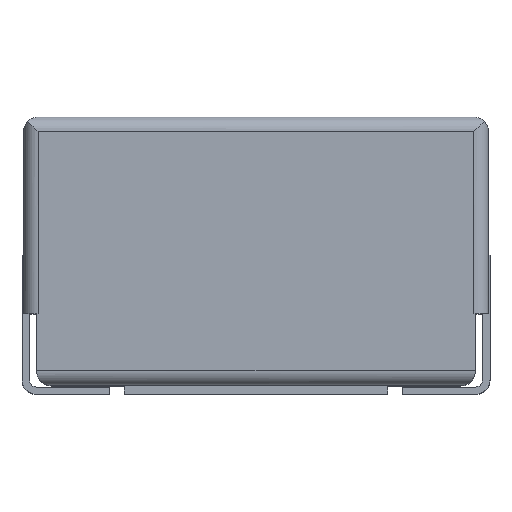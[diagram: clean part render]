
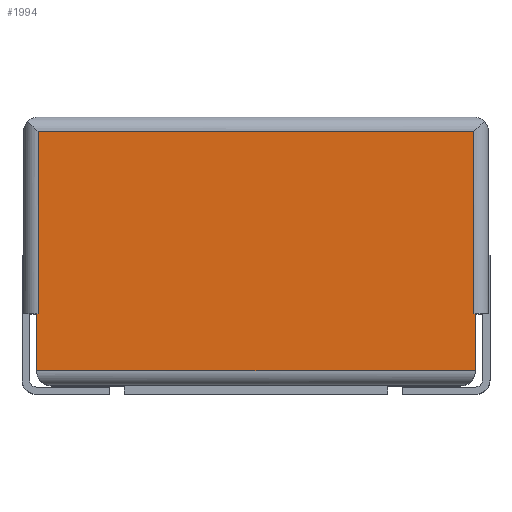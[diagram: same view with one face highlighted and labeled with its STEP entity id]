
A CAD part, top view. The second image highlights one B-rep face of the part: STEP entity #1994.
In plain terms, the highlighted planar face has unit normal (0, 0, 1).
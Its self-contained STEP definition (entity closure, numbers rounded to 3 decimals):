
#36 = DIRECTION ( 'NONE',  ( 0., 1., 0. ) ) ;
#53 = DIRECTION ( 'NONE',  ( 0., -1., 0. ) ) ;
#70 = LINE ( 'NONE', #451, #1534 ) ;
#116 = PLANE ( 'NONE',  #1096 ) ;
#162 = CARTESIAN_POINT ( 'NONE',  ( -1.49, 1.795, 1.25 ) ) ;
#168 = CARTESIAN_POINT ( 'NONE',  ( 1.49, 0.55, 1.25 ) ) ;
#169 = VERTEX_POINT ( 'NONE', #634 ) ;
#270 = VECTOR ( 'NONE', #775, 1000. ) ;
#293 = EDGE_CURVE ( 'NONE', #867, #1277, #70, .T. ) ;
#297 = DIRECTION ( 'NONE',  ( 0., 0., 1. ) ) ;
#334 = ORIENTED_EDGE ( 'NONE', *, *, #941, .F. ) ;
#399 = CARTESIAN_POINT ( 'NONE',  ( 1.5, 0.55, 1.25 ) ) ;
#416 = B_SPLINE_CURVE_WITH_KNOTS ( 'NONE', 3,
 ( #1625, #1617, #708, #1985 ),
 .UNSPECIFIED., .F., .F.,
 ( 4, 4 ),
 ( 0., 1. ),
 .UNSPECIFIED. ) ;
#451 = CARTESIAN_POINT ( 'NONE',  ( 1.49, 0.95, 1.25 ) ) ;
#453 = LINE ( 'NONE', #2212, #1845 ) ;
#457 = VERTEX_POINT ( 'NONE', #2052 ) ;
#508 = CARTESIAN_POINT ( 'NONE',  ( 1.49, 0.55, 1.25 ) ) ;
#517 = CARTESIAN_POINT ( 'NONE',  ( 1.497, 0.55, 1.25 ) ) ;
#634 = CARTESIAN_POINT ( 'NONE',  ( -1.5, 0.55, 1.25 ) ) ;
#669 = VERTEX_POINT ( 'NONE', #162 ) ;
#679 = CARTESIAN_POINT ( 'NONE',  ( 1.49, 1.795, 1.25 ) ) ;
#708 = CARTESIAN_POINT ( 'NONE',  ( -1.493, 0.55, 1.25 ) ) ;
#763 = DIRECTION ( 'NONE',  ( 0., -1., 0. ) ) ;
#775 = DIRECTION ( 'NONE',  ( 1., 0., 0. ) ) ;
#824 = CARTESIAN_POINT ( 'NONE',  ( -1.5, 0.16, 1.25 ) ) ;
#842 = DIRECTION ( 'NONE',  ( 0., 1., 0. ) ) ;
#853 = LINE ( 'NONE', #1314, #1931 ) ;
#867 = VERTEX_POINT ( 'NONE', #508 ) ;
#941 = EDGE_CURVE ( 'NONE', #169, #457, #416, .T. ) ;
#947 = DIRECTION ( 'NONE',  ( 1., 0., 0. ) ) ;
#1061 = EDGE_CURVE ( 'NONE', #669, #457, #853, .T. ) ;
#1096 = AXIS2_PLACEMENT_3D ( 'NONE', #1393, #297, #1581 ) ;
#1162 = CARTESIAN_POINT ( 'NONE',  ( 1.5, 0.55, 1.25 ) ) ;
#1250 = ORIENTED_EDGE ( 'NONE', *, *, #1718, .F. ) ;
#1277 = VERTEX_POINT ( 'NONE', #679 ) ;
#1314 = CARTESIAN_POINT ( 'NONE',  ( -1.49, 0.95, 1.25 ) ) ;
#1393 = CARTESIAN_POINT ( 'NONE',  ( -1.75, 0.95, 1.25 ) ) ;
#1395 = LINE ( 'NONE', #1162, #2310 ) ;
#1397 = ORIENTED_EDGE ( 'NONE', *, *, #1061, .T. ) ;
#1414 = LINE ( 'NONE', #1669, #1894 ) ;
#1423 = ORIENTED_EDGE ( 'NONE', *, *, #1880, .T. ) ;
#1469 = B_SPLINE_CURVE_WITH_KNOTS ( 'NONE', 3,
 ( #168, #2156, #517, #1796 ),
 .UNSPECIFIED., .F., .F.,
 ( 4, 4 ),
 ( 0., 1. ),
 .UNSPECIFIED. ) ;
#1495 = VERTEX_POINT ( 'NONE', #399 ) ;
#1534 = VECTOR ( 'NONE', #842, 1000. ) ;
#1557 = EDGE_CURVE ( 'NONE', #1495, #2239, #1395, .T. ) ;
#1581 = DIRECTION ( 'NONE',  ( 1., 0., 0. ) ) ;
#1588 = EDGE_CURVE ( 'NONE', #867, #1495, #1469, .T. ) ;
#1594 = ORIENTED_EDGE ( 'NONE', *, *, #293, .T. ) ;
#1617 = CARTESIAN_POINT ( 'NONE',  ( -1.497, 0.55, 1.25 ) ) ;
#1625 = CARTESIAN_POINT ( 'NONE',  ( -1.5, 0.55, 1.25 ) ) ;
#1669 = CARTESIAN_POINT ( 'NONE',  ( -0.875, 1.795, 1.25 ) ) ;
#1692 = CARTESIAN_POINT ( 'NONE',  ( -1.75, 0.16, 1.25 ) ) ;
#1718 = EDGE_CURVE ( 'NONE', #669, #1277, #1414, .T. ) ;
#1726 = EDGE_CURVE ( 'NONE', #1955, #169, #453, .T. ) ;
#1796 = CARTESIAN_POINT ( 'NONE',  ( 1.5, 0.55, 1.25 ) ) ;
#1807 = ORIENTED_EDGE ( 'NONE', *, *, #1726, .F. ) ;
#1833 = ORIENTED_EDGE ( 'NONE', *, *, #1557, .F. ) ;
#1845 = VECTOR ( 'NONE', #36, 1000. ) ;
#1880 = EDGE_CURVE ( 'NONE', #1955, #2239, #2225, .T. ) ;
#1894 = VECTOR ( 'NONE', #947, 1000. ) ;
#1931 = VECTOR ( 'NONE', #763, 1000. ) ;
#1955 = VERTEX_POINT ( 'NONE', #824 ) ;
#1985 = CARTESIAN_POINT ( 'NONE',  ( -1.49, 0.55, 1.25 ) ) ;
#1994 = ADVANCED_FACE ( 'NONE', ( #2260 ), #116, .T. ) ;
#2000 = CARTESIAN_POINT ( 'NONE',  ( 1.5, 0.16, 1.25 ) ) ;
#2052 = CARTESIAN_POINT ( 'NONE',  ( -1.49, 0.55, 1.25 ) ) ;
#2156 = CARTESIAN_POINT ( 'NONE',  ( 1.493, 0.55, 1.25 ) ) ;
#2212 = CARTESIAN_POINT ( 'NONE',  ( -1.5, 0.55, 1.25 ) ) ;
#2225 = LINE ( 'NONE', #1692, #270 ) ;
#2239 = VERTEX_POINT ( 'NONE', #2000 ) ;
#2248 = ORIENTED_EDGE ( 'NONE', *, *, #1588, .F. ) ;
#2260 = FACE_OUTER_BOUND ( 'NONE', #2329, .T. ) ;
#2310 = VECTOR ( 'NONE', #53, 1000. ) ;
#2329 = EDGE_LOOP ( 'NONE', ( #1833, #2248, #1594, #1250, #1397, #334, #1807, #1423 ) ) ;
